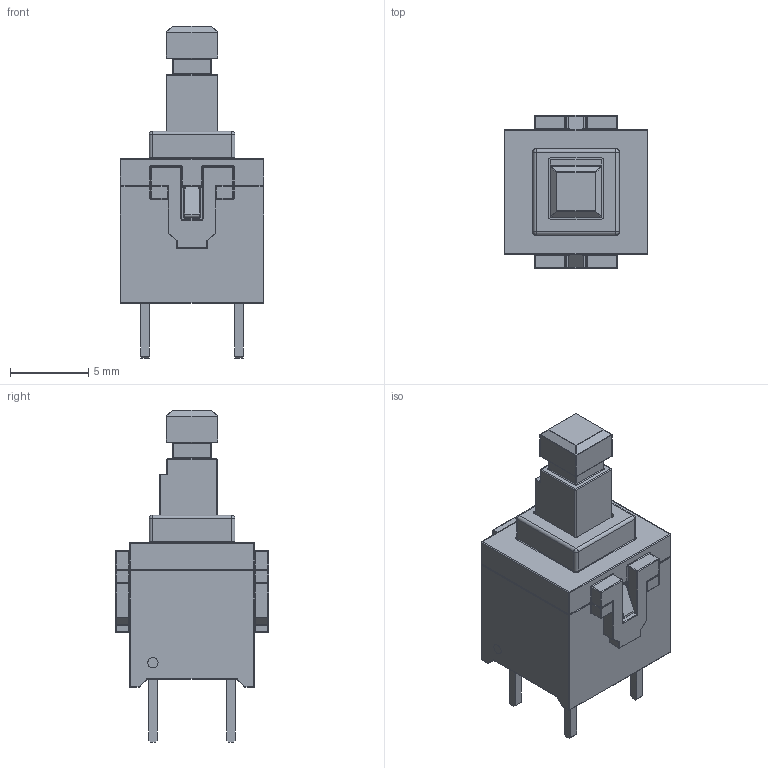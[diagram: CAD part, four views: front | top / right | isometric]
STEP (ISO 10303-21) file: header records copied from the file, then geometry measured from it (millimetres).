
FILE_DESCRIPTION(/* description */ (''),/* implementation_level */ '2;1');
FILE_NAME(/* name */ 'C&K Components PVA1 OA H1 1.2N V2.stp',/* time_stamp */ '2021-04-20T23:58:58-04:00',/* author */ ('rabri'),/* organization */ (''),/* preprocessor_version */ 'ST-DEVELOPER v18',/* originating_system */ 'Autodesk Inventor 2020',/* authorisation */ '');
FILE_SCHEMA (('AUTOMOTIVE_DESIGN { 1 0 10303 214 3 1 1 }'));
Length unit declared in the file: millimetre
Products named in the file (6): C&K Components PVA1 OA H1 1.2N V2; body bottom; top; actuator; terminal; logo
Assembly tree (5 placements, depth 2):
  C&K Components PVA1 OA H1 1.2N V2
    body bottom
    top
    actuator
    terminal
    logo
Bounding box: 9.21 x 9.8 x 21.24 mm (x, y, z)
Volume: 783.7 mm3; surface area: 953.7 mm2
Topology: 10 solids, 10 shells, 705 faces, 1621 edges, 962 vertices
Faces by surface type: cylinder 276, plane 165, bspline 96, sphere 90, torus 78
Full cylindrical faces by diameter (mm): 0.656 x1
Entity records: 22415 total; most frequent: CARTESIAN_POINT 6558, DIRECTION 3342, ORIENTED_EDGE 3188, EDGE_CURVE 1594, AXIS2_PLACEMENT_3D 1290, VERTEX_POINT 908, LINE 762, VECTOR 762
